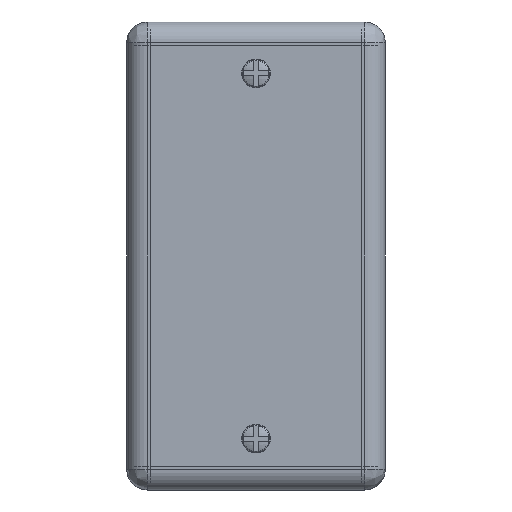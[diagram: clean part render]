
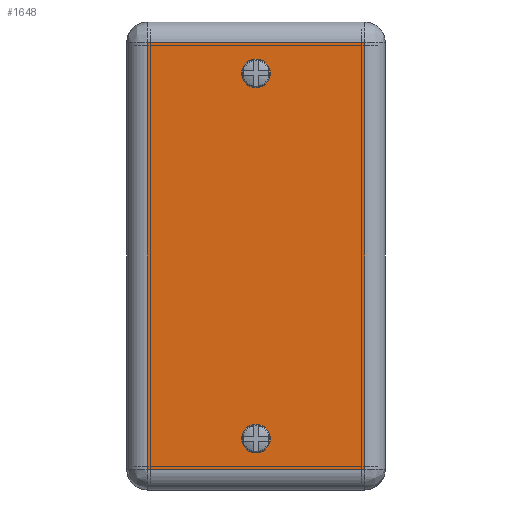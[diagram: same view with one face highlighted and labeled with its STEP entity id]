
A CAD part, left-side view. The second image highlights one B-rep face of the part: STEP entity #1648.
In plain terms, the highlighted planar face has unit normal (-1, 0, 0).
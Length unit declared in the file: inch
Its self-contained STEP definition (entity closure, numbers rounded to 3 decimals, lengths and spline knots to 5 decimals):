
#133 = VECTOR ( 'NONE', #353, 39.37008 ) ;
#273 = VERTEX_POINT ( 'NONE', #11476 ) ;
#295 = DIRECTION ( 'NONE',  ( 0., -1., 0. ) ) ;
#353 = DIRECTION ( 'NONE',  ( 0., 1., 0. ) ) ;
#477 = CIRCLE ( 'NONE', #10081, 0.12436 ) ;
#686 = VERTEX_POINT ( 'NONE', #4490 ) ;
#819 = CARTESIAN_POINT ( 'NONE',  ( -2.735, 0., -1.61 ) ) ;
#926 = EDGE_CURVE ( 'NONE', #8442, #10374, #967, .T. ) ;
#934 = EDGE_LOOP ( 'NONE', ( #1121, #962, #10529, #6230 ) ) ;
#962 = ORIENTED_EDGE ( 'NONE', *, *, #4220, .T. ) ;
#967 = CIRCLE ( 'NONE', #3034, 0.12436 ) ;
#1121 = ORIENTED_EDGE ( 'NONE', *, *, #8871, .T. ) ;
#1234 = AXIS2_PLACEMENT_3D ( 'NONE', #2369, #8554, #9669 ) ;
#1248 = CIRCLE ( 'NONE', #9344, 0.12436 ) ;
#1349 = DIRECTION ( 'NONE',  ( 0., 0., 1. ) ) ;
#1587 = CARTESIAN_POINT ( 'NONE',  ( -2.735, 0.9725, 2.12 ) ) ;
#1648 = ADVANCED_FACE ( 'NONE', ( #11041, #10142, #4131 ), #7676, .T. ) ;
#2019 = LINE ( 'NONE', #9912, #4293 ) ;
#2047 = CARTESIAN_POINT ( 'NONE',  ( -2.735, 0., 1.66 ) ) ;
#2369 = CARTESIAN_POINT ( 'NONE',  ( -2.735, 0., 2.12 ) ) ;
#2409 = ORIENTED_EDGE ( 'NONE', *, *, #926, .T. ) ;
#2513 = ORIENTED_EDGE ( 'NONE', *, *, #10499, .T. ) ;
#2590 = DIRECTION ( 'NONE',  ( 0., 0., 1. ) ) ;
#3034 = AXIS2_PLACEMENT_3D ( 'NONE', #819, #3478, #2590 ) ;
#3039 = DIRECTION ( 'NONE',  ( 1., 0., 0. ) ) ;
#3301 = ORIENTED_EDGE ( 'NONE', *, *, #9933, .T. ) ;
#3478 = DIRECTION ( 'NONE',  ( 1., 0., 0. ) ) ;
#3613 = DIRECTION ( 'NONE',  ( 0., 0., 1. ) ) ;
#3722 = CARTESIAN_POINT ( 'NONE',  ( -2.735, 0., 1.66 ) ) ;
#3824 = DIRECTION ( 'NONE',  ( 1., 0., 0. ) ) ;
#3867 = DIRECTION ( 'NONE',  ( 0., 0., 1. ) ) ;
#3909 = CARTESIAN_POINT ( 'NONE',  ( -2.735, -0.12436, -1.61 ) ) ;
#4131 = FACE_OUTER_BOUND ( 'NONE', #934, .T. ) ;
#4220 = EDGE_CURVE ( 'NONE', #686, #10302, #2019, .T. ) ;
#4293 = VECTOR ( 'NONE', #3613, 39.37008 ) ;
#4437 = CIRCLE ( 'NONE', #8575, 0.12436 ) ;
#4490 = CARTESIAN_POINT ( 'NONE',  ( -2.735, -0.9725, -1.885 ) ) ;
#4954 = CARTESIAN_POINT ( 'NONE',  ( -2.735, -0.12436, 1.66 ) ) ;
#5180 = LINE ( 'NONE', #1587, #6701 ) ;
#5665 = LINE ( 'NONE', #5729, #8980 ) ;
#5729 = CARTESIAN_POINT ( 'NONE',  ( -2.735, 0., -1.885 ) ) ;
#6072 = EDGE_LOOP ( 'NONE', ( #7945, #3301 ) ) ;
#6230 = ORIENTED_EDGE ( 'NONE', *, *, #10540, .T. ) ;
#6365 = CARTESIAN_POINT ( 'NONE',  ( -2.735, -0.9725, 1.935 ) ) ;
#6432 = VERTEX_POINT ( 'NONE', #6660 ) ;
#6449 = CARTESIAN_POINT ( 'NONE',  ( -2.735, 0.9725, 1.935 ) ) ;
#6660 = CARTESIAN_POINT ( 'NONE',  ( -2.735, 0.9725, -1.885 ) ) ;
#6701 = VECTOR ( 'NONE', #6829, 39.37008 ) ;
#6829 = DIRECTION ( 'NONE',  ( 0., 0., -1. ) ) ;
#7258 = CARTESIAN_POINT ( 'NONE',  ( -2.735, 0.12436, -1.61 ) ) ;
#7676 = PLANE ( 'NONE',  #1234 ) ;
#7945 = ORIENTED_EDGE ( 'NONE', *, *, #10873, .T. ) ;
#8268 = DIRECTION ( 'NONE',  ( 1., 0., 0. ) ) ;
#8305 = VERTEX_POINT ( 'NONE', #6449 ) ;
#8442 = VERTEX_POINT ( 'NONE', #3909 ) ;
#8554 = DIRECTION ( 'NONE',  ( -1., 0., 0. ) ) ;
#8575 = AXIS2_PLACEMENT_3D ( 'NONE', #3722, #8268, #10858 ) ;
#8836 = EDGE_CURVE ( 'NONE', #10302, #8305, #11261, .T. ) ;
#8871 = EDGE_CURVE ( 'NONE', #6432, #686, #5665, .T. ) ;
#8980 = VECTOR ( 'NONE', #295, 39.37008 ) ;
#9344 = AXIS2_PLACEMENT_3D ( 'NONE', #2047, #3039, #3867 ) ;
#9419 = CARTESIAN_POINT ( 'NONE',  ( -2.735, 0., -1.61 ) ) ;
#9626 = EDGE_LOOP ( 'NONE', ( #2409, #2513 ) ) ;
#9669 = DIRECTION ( 'NONE',  ( 0., 0., 1. ) ) ;
#9912 = CARTESIAN_POINT ( 'NONE',  ( -2.735, -0.9725, 2.12 ) ) ;
#9933 = EDGE_CURVE ( 'NONE', #273, #10043, #4437, .T. ) ;
#10043 = VERTEX_POINT ( 'NONE', #4954 ) ;
#10081 = AXIS2_PLACEMENT_3D ( 'NONE', #9419, #3824, #1349 ) ;
#10142 = FACE_BOUND ( 'NONE', #9626, .T. ) ;
#10302 = VERTEX_POINT ( 'NONE', #6365 ) ;
#10374 = VERTEX_POINT ( 'NONE', #7258 ) ;
#10499 = EDGE_CURVE ( 'NONE', #10374, #8442, #477, .T. ) ;
#10529 = ORIENTED_EDGE ( 'NONE', *, *, #8836, .T. ) ;
#10540 = EDGE_CURVE ( 'NONE', #8305, #6432, #5180, .T. ) ;
#10858 = DIRECTION ( 'NONE',  ( 0., 0., 1. ) ) ;
#10873 = EDGE_CURVE ( 'NONE', #10043, #273, #1248, .T. ) ;
#11041 = FACE_BOUND ( 'NONE', #6072, .T. ) ;
#11149 = CARTESIAN_POINT ( 'NONE',  ( -2.735, 0., 1.935 ) ) ;
#11261 = LINE ( 'NONE', #11149, #133 ) ;
#11476 = CARTESIAN_POINT ( 'NONE',  ( -2.735, 0.12436, 1.66 ) ) ;
